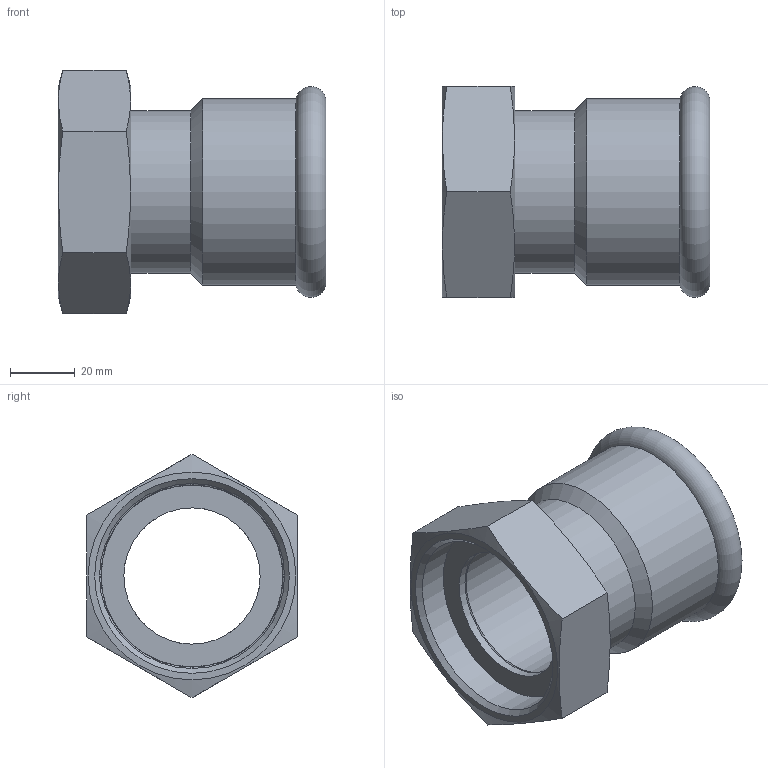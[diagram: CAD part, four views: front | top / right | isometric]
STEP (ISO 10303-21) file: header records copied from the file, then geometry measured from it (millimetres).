
FILE_DESCRIPTION(/* description */ (''),/* implementation_level */ '2;1');
FILE_NAME(/* name */ '383054012_Steelpres.stp',/* time_stamp */ '2022-10-21T16:06:47+02:00',/* author */ ('Vault'),/* organization */ ('Raccorderie metalliche s.p.a. '),/* preprocessor_version */ 'ST-DEVELOPER v18.1',/* originating_system */ 'Autodesk Inventor 2020',/* authorisation */ 'Raccorderie metalliche s.p.a. ');
FILE_SCHEMA (('AUTOMOTIVE_DESIGN { 1 0 10303 214 3 1 1 }'));
Length unit declared in the file: millimetre
Products named in the file (1): 383054012_Steelpres
Bounding box: 82.61 x 65 x 75.06 mm (x, y, z)
Volume: 66637.7 mm3; surface area: 39530.4 mm2
Topology: 2 solids, 2 shells, 48 faces, 135 edges, 96 vertices
Faces by surface type: plane 17, cylinder 12, cone 10, torus 9
Full cylindrical faces by diameter (mm): 42 x2, 50 x2, 50.5 x1, 53 x1, 54.5 x1, 54.7 x2, 56 x1, 57 x1, 57.5 x1
Entity records: 1670 total; most frequent: DIRECTION 312, CARTESIAN_POINT 308, ORIENTED_EDGE 270, AXIS2_PLACEMENT_3D 142, EDGE_CURVE 135, VERTEX_POINT 96, CIRCLE 93, EDGE_LOOP 57
